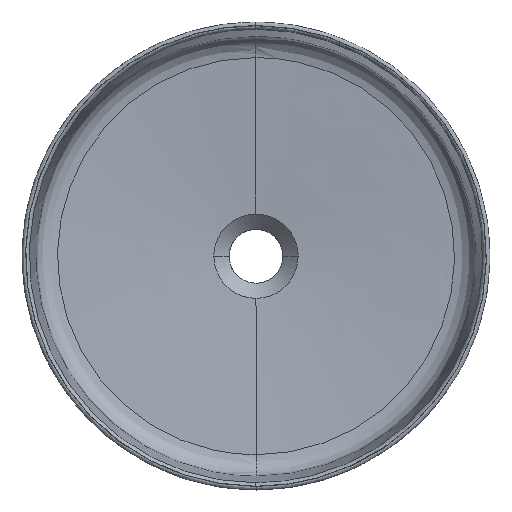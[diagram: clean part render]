
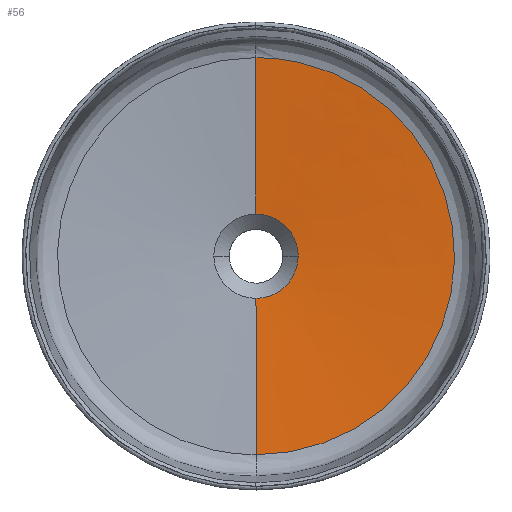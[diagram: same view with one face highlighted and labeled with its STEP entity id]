
A CAD part, top view. The second image highlights one B-rep face of the part: STEP entity #56.
In plain terms, the highlighted free-form (B-spline) face has degree [1, 2] with [2, 5] control points.
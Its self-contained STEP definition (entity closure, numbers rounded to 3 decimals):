
#56=ADVANCED_FACE('',(#106),#733,.T.);
#106=FACE_OUTER_BOUND('',#159,.T.);
#159=EDGE_LOOP('',(#339,#340,#341,#342,#343,#344));
#339=ORIENTED_EDGE('',*,*,#497,.T.);
#340=ORIENTED_EDGE('',*,*,#492,.T.);
#341=ORIENTED_EDGE('',*,*,#475,.T.);
#342=ORIENTED_EDGE('',*,*,#462,.T.);
#343=ORIENTED_EDGE('',*,*,#480,.T.);
#344=ORIENTED_EDGE('',*,*,#494,.T.);
#462=EDGE_CURVE('',#672,#669,#564,.T.);
#475=EDGE_CURVE('',#674,#672,#575,.T.);
#480=EDGE_CURVE('',#669,#685,#577,.T.);
#492=EDGE_CURVE('',#684,#674,#589,.T.);
#494=EDGE_CURVE('',#685,#686,#591,.T.);
#497=EDGE_CURVE('',#686,#684,#594,.T.);
#564=(
BOUNDED_CURVE()
B_SPLINE_CURVE(2,(#5123,#5124,#5125),.UNSPECIFIED.,.F.,.F.)
B_SPLINE_CURVE_WITH_KNOTS((3,3),(-122.567,-81.711),
 .UNSPECIFIED.)
CURVE()
GEOMETRIC_REPRESENTATION_ITEM()
RATIONAL_B_SPLINE_CURVE((1.,0.707,1.))
REPRESENTATION_ITEM('')
);
#575=(
BOUNDED_CURVE()
B_SPLINE_CURVE(2,(#5198,#5199,#5200),.UNSPECIFIED.,.F.,.F.)
B_SPLINE_CURVE_WITH_KNOTS((3,3),(-163.423,-122.567),
 .UNSPECIFIED.)
CURVE()
GEOMETRIC_REPRESENTATION_ITEM()
RATIONAL_B_SPLINE_CURVE((1.,0.707,1.))
REPRESENTATION_ITEM('')
);
#577=(
BOUNDED_CURVE()
B_SPLINE_CURVE(1,(#5210,#5211),.UNSPECIFIED.,.F.,.F.)
B_SPLINE_CURVE_WITH_KNOTS((2,2),(0.,1025.395),
 .UNSPECIFIED.)
CURVE()
GEOMETRIC_REPRESENTATION_ITEM()
RATIONAL_B_SPLINE_CURVE((1.,1.))
REPRESENTATION_ITEM('')
);
#589=(
BOUNDED_CURVE()
B_SPLINE_CURVE(1,(#5589,#5590),.UNSPECIFIED.,.F.,.F.)
B_SPLINE_CURVE_WITH_KNOTS((2,2),(-1025.395,0.),
 .UNSPECIFIED.)
CURVE()
GEOMETRIC_REPRESENTATION_ITEM()
RATIONAL_B_SPLINE_CURVE((1.,1.))
REPRESENTATION_ITEM('')
);
#591=(
BOUNDED_CURVE()
B_SPLINE_CURVE(3,(#5622,#5623,#5624,#5625,#5626,#5627,#5628,#5629,#5630,
#5631,#5632,#5633,#5634,#5635,#5636,#5637,#5638,#5639,#5640,#5641,#5642,
#5643,#5644,#5645,#5646,#5647,#5648,#5649,#5650,#5651,#5652),
 .UNSPECIFIED.,.F.,.F.)
B_SPLINE_CURVE_WITH_KNOTS((4,1,1,1,1,1,1,1,1,1,1,1,1,1,1,1,1,1,1,1,1,1,
1,1,1,1,1,1,4),(-0.002,26.298,54.685,69.599,
76.91,84.221,108.017,131.814,147.164,
162.514,179.693,194.519,208.984,237.394,
264.404,291.413,319.857,333.872,341.381,
348.891,372.955,397.019,412.375,427.73,
444.363,458.791,474.151,502.491,528.299),
 .UNSPECIFIED.)
CURVE()
GEOMETRIC_REPRESENTATION_ITEM()
RATIONAL_B_SPLINE_CURVE((1.,1.,1.,1.,1.,1.,
1.,1.,1.,1.,1.,1.,1.,1.,1.,1.,1.,
1.,1.,1.,1.,1.,1.,1.,1.,1.,
1.,1.,1.,1.,1.))
REPRESENTATION_ITEM('')
);
#594=(
BOUNDED_CURVE()
B_SPLINE_CURVE(3,(#5660,#5661,#5662,#5663),.UNSPECIFIED.,.F.,.F.)
B_SPLINE_CURVE_WITH_KNOTS((4,4),(0.,0.082),
 .UNSPECIFIED.)
CURVE()
GEOMETRIC_REPRESENTATION_ITEM()
RATIONAL_B_SPLINE_CURVE((1.,1.,1.,1.))
REPRESENTATION_ITEM('')
);
#669=VERTEX_POINT('',#3543);
#672=VERTEX_POINT('',#3546);
#674=VERTEX_POINT('',#3548);
#684=VERTEX_POINT('',#3558);
#685=VERTEX_POINT('',#3559);
#686=VERTEX_POINT('',#3560);
#733=(
BOUNDED_SURFACE()
B_SPLINE_SURFACE(1,2,((#2755,#2756,#2757,#2758,#2759),(#2760,#2761,#2762,
#2763,#2764)),.UNSPECIFIED.,.F.,.F.,.F.)
B_SPLINE_SURFACE_WITH_KNOTS((2,2),(3,2,3),(0.,1249.981),
(81.711,122.567,163.423),.UNSPECIFIED.)
GEOMETRIC_REPRESENTATION_ITEM()
RATIONAL_B_SPLINE_SURFACE(((1.,0.707,1.,0.707,1.),
(1.,0.707,1.,0.707,1.)))
REPRESENTATION_ITEM('')
SURFACE()
);
#2755=CARTESIAN_POINT('',(0.,-36.013,-97.177));
#2756=CARTESIAN_POINT('',(36.013,-36.013,-97.177));
#2757=CARTESIAN_POINT('',(36.013,0.,-97.177));
#2758=CARTESIAN_POINT('',(36.013,36.013,-97.177));
#2759=CARTESIAN_POINT('',(0.,36.013,-97.177));
#2760=CARTESIAN_POINT('',(0.101,-199.011,-84.63));
#2761=CARTESIAN_POINT('',(199.115,-198.91,-84.63));
#2762=CARTESIAN_POINT('',(199.014,0.101,-84.63));
#2763=CARTESIAN_POINT('',(198.913,199.112,-84.63));
#2764=CARTESIAN_POINT('',(-0.101,199.011,-84.63));
#3543=CARTESIAN_POINT('',(0.,-36.013,-97.177));
#3546=CARTESIAN_POINT('',(36.013,0.,-97.177));
#3548=CARTESIAN_POINT('',(0.,36.013,-97.177));
#3558=CARTESIAN_POINT('',(-0.083,169.725,-86.885));
#3559=CARTESIAN_POINT('',(0.083,-169.725,-86.885));
#3560=CARTESIAN_POINT('',(0.,169.725,-86.885));
#5123=CARTESIAN_POINT('',(36.013,0.,-97.177));
#5124=CARTESIAN_POINT('',(36.013,-36.013,-97.177));
#5125=CARTESIAN_POINT('',(0.,-36.013,-97.177));
#5198=CARTESIAN_POINT('',(0.,36.013,-97.177));
#5199=CARTESIAN_POINT('',(36.013,36.013,-97.177));
#5200=CARTESIAN_POINT('',(36.013,0.,-97.177));
#5210=CARTESIAN_POINT('',(0.,-36.013,-97.177));
#5211=CARTESIAN_POINT('',(0.083,-169.725,-86.885));
#5589=CARTESIAN_POINT('',(-0.083,169.725,-86.885));
#5590=CARTESIAN_POINT('',(0.,36.013,-97.177));
#5622=CARTESIAN_POINT('',(0.083,-169.725,-86.885));
#5623=CARTESIAN_POINT('',(8.93,-169.721,-86.885));
#5624=CARTESIAN_POINT('',(27.323,-168.27,-86.885));
#5625=CARTESIAN_POINT('',(50.14,-162.658,-86.885));
#5626=CARTESIAN_POINT('',(66.027,-156.494,-86.885));
#5627=CARTESIAN_POINT('',(75.035,-152.297,-86.885));
#5628=CARTESIAN_POINT('',(86.504,-146.334,-86.885));
#5629=CARTESIAN_POINT('',(102.071,-136.312,-86.885));
#5630=CARTESIAN_POINT('',(118.12,-122.42,-86.885));
#5631=CARTESIAN_POINT('',(130.506,-108.88,-86.885));
#5632=CARTESIAN_POINT('',(140.259,-96.042,-86.885));
#5633=CARTESIAN_POINT('',(148.636,-82.47,-86.885));
#5634=CARTESIAN_POINT('',(155.551,-68.434,-86.885));
#5635=CARTESIAN_POINT('',(162.591,-50.328,-86.885));
#5636=CARTESIAN_POINT('',(168.274,-27.43,-86.885));
#5637=CARTESIAN_POINT('',(170.456,0.3,-86.885));
#5638=CARTESIAN_POINT('',(168.175,28.035,-86.885));
#5639=CARTESIAN_POINT('',(162.444,50.774,-86.885));
#5640=CARTESIAN_POINT('',(156.31,66.439,-86.885));
#5641=CARTESIAN_POINT('',(152.175,75.29,-86.885));
#5642=CARTESIAN_POINT('',(146.082,86.943,-86.885));
#5643=CARTESIAN_POINT('',(135.868,102.683,-86.885));
#5644=CARTESIAN_POINT('',(121.772,118.796,-86.885));
#5645=CARTESIAN_POINT('',(108.088,131.163,-86.885));
#5646=CARTESIAN_POINT('',(95.335,140.73,-86.885));
#5647=CARTESIAN_POINT('',(81.995,148.881,-86.885));
#5648=CARTESIAN_POINT('',(67.964,155.765,-86.885));
#5649=CARTESIAN_POINT('',(49.699,162.8,-86.885));
#5650=CARTESIAN_POINT('',(26.894,168.325,-86.885));
#5651=CARTESIAN_POINT('',(8.681,169.725,-86.885));
#5652=CARTESIAN_POINT('',(0.,169.725,-86.885));
#5660=CARTESIAN_POINT('',(0.,169.725,-86.885));
#5661=CARTESIAN_POINT('',(-0.028,169.725,-86.885));
#5662=CARTESIAN_POINT('',(-0.055,169.725,-86.885));
#5663=CARTESIAN_POINT('',(-0.083,169.725,-86.885));
